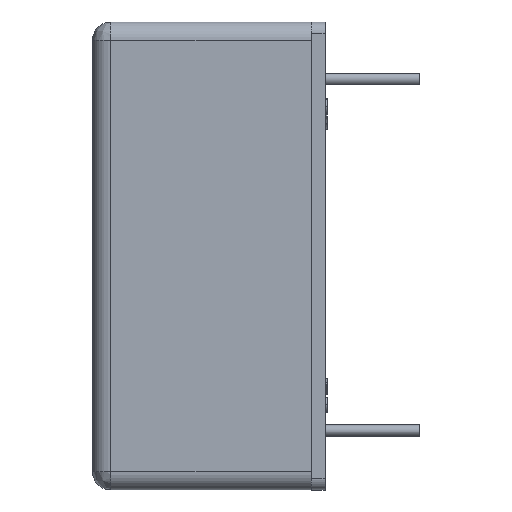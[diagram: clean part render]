
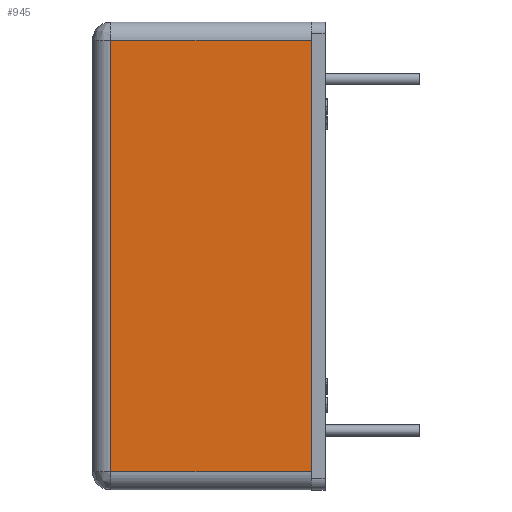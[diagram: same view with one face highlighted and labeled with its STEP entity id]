
A CAD part, left-side view. The second image highlights one B-rep face of the part: STEP entity #945.
In plain terms, the highlighted planar face has unit normal (-1, 0, 0).
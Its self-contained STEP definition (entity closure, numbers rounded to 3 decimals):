
#80 = ORIENTED_EDGE ( 'NONE', *, *, #5891, .T. ) ;
#167 = PLANE ( 'NONE',  #1598 ) ;
#499 = DIRECTION ( 'NONE',  ( 0., 1., 0. ) ) ;
#546 = CARTESIAN_POINT ( 'NONE',  ( -15.9, -0.8, -9.35 ) ) ;
#583 = LINE ( 'NONE', #7633, #6563 ) ;
#603 = VERTEX_POINT ( 'NONE', #546 ) ;
#889 = CARTESIAN_POINT ( 'NONE',  ( -15.9, -0.8, 0. ) ) ;
#945 = ADVANCED_FACE ( 'NONE', ( #2282 ), #167, .T. ) ;
#1124 = DIRECTION ( 'NONE',  ( 0., 0., -1. ) ) ;
#1264 = ORIENTED_EDGE ( 'NONE', *, *, #6622, .T. ) ;
#1376 = DIRECTION ( 'NONE',  ( -1., 0., 0. ) ) ;
#1416 = CARTESIAN_POINT ( 'NONE',  ( -15.9, -9.5, 9.35 ) ) ;
#1598 = AXIS2_PLACEMENT_3D ( 'NONE', #4978, #1376, #5570 ) ;
#1787 = ORIENTED_EDGE ( 'NONE', *, *, #2331, .T. ) ;
#2178 = LINE ( 'NONE', #7760, #6929 ) ;
#2216 = VERTEX_POINT ( 'NONE', #4092 ) ;
#2238 = EDGE_CURVE ( 'NONE', #2971, #6694, #5729, .T. ) ;
#2282 = FACE_OUTER_BOUND ( 'NONE', #2503, .T. ) ;
#2331 = EDGE_CURVE ( 'NONE', #603, #6694, #2178, .T. ) ;
#2503 = EDGE_LOOP ( 'NONE', ( #2702, #80, #1264, #1787 ) ) ;
#2702 = ORIENTED_EDGE ( 'NONE', *, *, #2238, .F. ) ;
#2971 = VERTEX_POINT ( 'NONE', #1416 ) ;
#3042 = DIRECTION ( 'NONE',  ( 0., -1., 0. ) ) ;
#4092 = CARTESIAN_POINT ( 'NONE',  ( -15.9, -0.8, 9.35 ) ) ;
#4141 = VECTOR ( 'NONE', #1124, 1000. ) ;
#4978 = CARTESIAN_POINT ( 'NONE',  ( -15.9, -9.5, -9.35 ) ) ;
#5271 = CARTESIAN_POINT ( 'NONE',  ( -15.9, -9.5, -9.35 ) ) ;
#5450 = VECTOR ( 'NONE', #5685, 1000. ) ;
#5570 = DIRECTION ( 'NONE',  ( 0., 0., 1. ) ) ;
#5685 = DIRECTION ( 'NONE',  ( 0., 0., -1. ) ) ;
#5729 = LINE ( 'NONE', #7084, #4141 ) ;
#5891 = EDGE_CURVE ( 'NONE', #2971, #2216, #583, .T. ) ;
#6563 = VECTOR ( 'NONE', #499, 1000. ) ;
#6622 = EDGE_CURVE ( 'NONE', #2216, #603, #7025, .T. ) ;
#6694 = VERTEX_POINT ( 'NONE', #5271 ) ;
#6929 = VECTOR ( 'NONE', #3042, 1000. ) ;
#7025 = LINE ( 'NONE', #889, #5450 ) ;
#7084 = CARTESIAN_POINT ( 'NONE',  ( -15.9, -9.5, 0. ) ) ;
#7633 = CARTESIAN_POINT ( 'NONE',  ( -15.9, -5.15, 9.35 ) ) ;
#7760 = CARTESIAN_POINT ( 'NONE',  ( -15.9, -5.15, -9.35 ) ) ;
